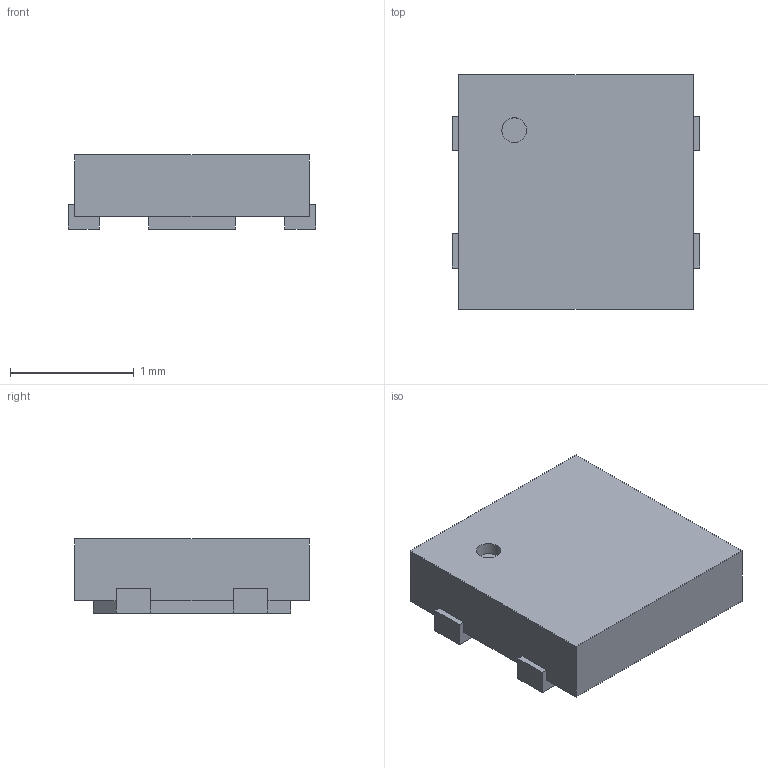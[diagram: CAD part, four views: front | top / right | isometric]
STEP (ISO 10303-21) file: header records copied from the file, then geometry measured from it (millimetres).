
FILE_DESCRIPTION(/* description */ ('model of AMS_QFN-4-1EP_2x2mm_P0.95mm'),/* implementation_level */ '2;1');
FILE_NAME(/* name */ 'AMS_QFN-4-1EP_2x2mm_P0.95mm.step',/* time_stamp */ '2018-11-02T17:58:16',/* author */ ('kicad StepUp','ksu'),/* organization */ ('FreeCAD'),/* preprocessor_version */ 'OCC',/* originating_system */ 'kicad StepUp',/* authorisation */ '');
FILE_SCHEMA(('AUTOMOTIVE_DESIGN { 1 0 10303 214 1 1 1 1 }'));
Length unit declared in the file: millimetre
Products named in the file (1): AMS_QFN_4_1EP_2x2mm_P095mm
Bounding box: 2 x 1.9 x 0.6 mm (x, y, z)
Volume: 1.9 mm3; surface area: 12.1 mm2
Topology: 1 solids, 1 shells, 38 faces, 102 edges, 68 vertices
Faces by surface type: plane 37, cylinder 1
Full cylindrical faces by diameter (mm): 0.2 x1
Entity records: 872 total; most frequent: ORIENTED_EDGE 178, CARTESIAN_POINT 119, EDGE_CURVE 102, LINE 96, VERTEX_POINT 68, AXIS2_PLACEMENT_3D 40, FACE_BOUND 40, EDGE_LOOP 40
